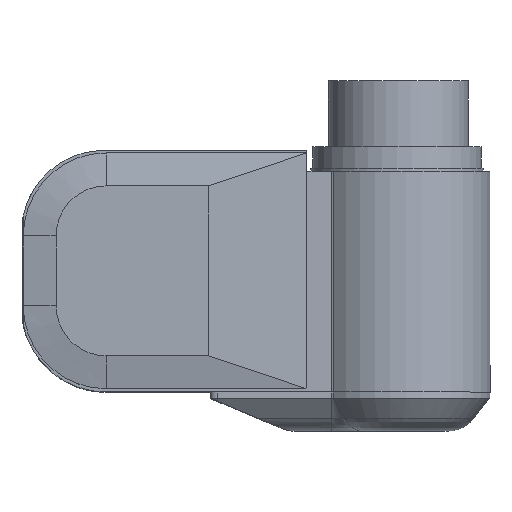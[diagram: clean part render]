
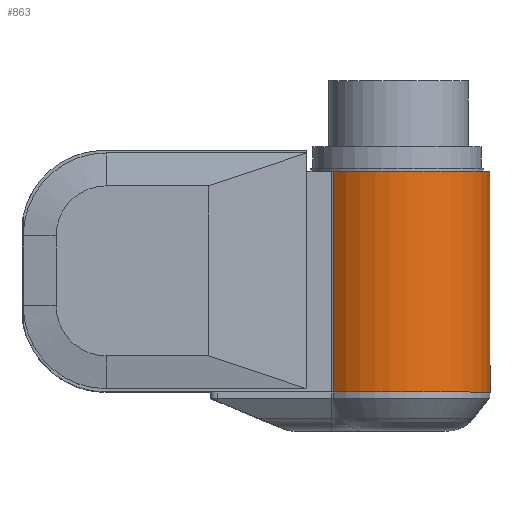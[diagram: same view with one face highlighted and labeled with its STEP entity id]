
A CAD part, top view. The second image highlights one B-rep face of the part: STEP entity #863.
In plain terms, the highlighted cylindrical face has radius 72 mm (diameter 144 mm), a partial arc.
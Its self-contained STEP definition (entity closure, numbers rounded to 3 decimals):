
#11 = CARTESIAN_POINT ( 'NONE',  ( 19.04, 508.426, -55.749 ) ) ;
#30 = CARTESIAN_POINT ( 'NONE',  ( -14.318, 337.928, 8.057 ) ) ;
#37 = EDGE_LOOP ( 'NONE', ( #1034, #560, #538, #2698 ) ) ;
#164 = DIRECTION ( 'NONE',  ( 0., 1., 0. ) ) ;
#383 = FACE_OUTER_BOUND ( 'NONE', #37, .T. ) ;
#481 = VERTEX_POINT ( 'NONE', #1245 ) ;
#529 = DIRECTION ( 'NONE',  ( 0., -1., 0. ) ) ;
#538 = ORIENTED_EDGE ( 'NONE', *, *, #2251, .T. ) ;
#560 = ORIENTED_EDGE ( 'NONE', *, *, #1606, .T. ) ;
#574 = DIRECTION ( 'NONE',  ( -1., 0., 0. ) ) ;
#595 = EDGE_CURVE ( 'NONE', #2101, #708, #2548, .T. ) ;
#708 = VERTEX_POINT ( 'NONE', #1533 ) ;
#839 = VECTOR ( 'NONE', #2006, 1000. ) ;
#863 = ADVANCED_FACE ( 'NONE', ( #383 ), #2695, .T. ) ;
#896 = AXIS2_PLACEMENT_3D ( 'NONE', #2446, #2267, #574 ) ;
#906 = VERTEX_POINT ( 'NONE', #11 ) ;
#930 = LINE ( 'NONE', #1181, #839 ) ;
#1034 = ORIENTED_EDGE ( 'NONE', *, *, #595, .T. ) ;
#1146 = AXIS2_PLACEMENT_3D ( 'NONE', #2619, #529, #1531 ) ;
#1181 = CARTESIAN_POINT ( 'NONE',  ( -63.547, 337.928, 60.597 ) ) ;
#1245 = CARTESIAN_POINT ( 'NONE',  ( -63.547, 508.426, 60.597 ) ) ;
#1275 = CIRCLE ( 'NONE', #1146, 72. ) ;
#1531 = DIRECTION ( 'NONE',  ( -1., 0., 0. ) ) ;
#1533 = CARTESIAN_POINT ( 'NONE',  ( 19.04, 337.928, -55.749 ) ) ;
#1606 = EDGE_CURVE ( 'NONE', #708, #906, #2473, .T. ) ;
#1900 = DIRECTION ( 'NONE',  ( -1., 0., 0. ) ) ;
#1943 = EDGE_CURVE ( 'NONE', #481, #2101, #930, .T. ) ;
#2006 = DIRECTION ( 'NONE',  ( 0., -1., 0. ) ) ;
#2101 = VERTEX_POINT ( 'NONE', #2611 ) ;
#2251 = EDGE_CURVE ( 'NONE', #906, #481, #1275, .T. ) ;
#2267 = DIRECTION ( 'NONE',  ( 0., 1., 0. ) ) ;
#2446 = CARTESIAN_POINT ( 'NONE',  ( -14.318, 337.928, 8.057 ) ) ;
#2473 = LINE ( 'NONE', #2696, #2681 ) ;
#2548 = CIRCLE ( 'NONE', #2597, 72. ) ;
#2597 = AXIS2_PLACEMENT_3D ( 'NONE', #30, #2715, #1900 ) ;
#2611 = CARTESIAN_POINT ( 'NONE',  ( -63.547, 337.928, 60.597 ) ) ;
#2619 = CARTESIAN_POINT ( 'NONE',  ( -14.318, 508.426, 8.057 ) ) ;
#2681 = VECTOR ( 'NONE', #164, 1000. ) ;
#2695 = CYLINDRICAL_SURFACE ( 'NONE', #896, 72. ) ;
#2696 = CARTESIAN_POINT ( 'NONE',  ( 19.04, 337.928, -55.749 ) ) ;
#2698 = ORIENTED_EDGE ( 'NONE', *, *, #1943, .T. ) ;
#2715 = DIRECTION ( 'NONE',  ( 0., 1., 0. ) ) ;
